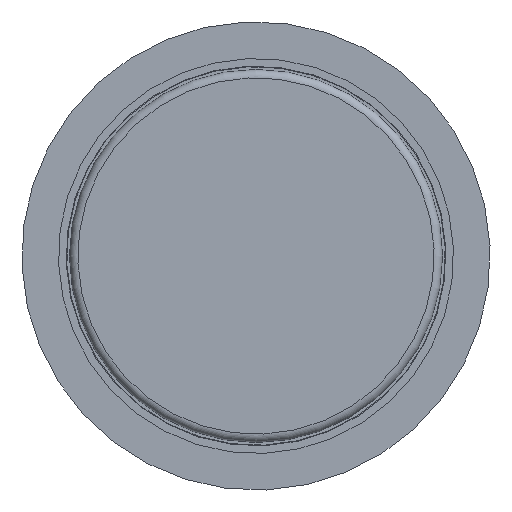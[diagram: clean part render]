
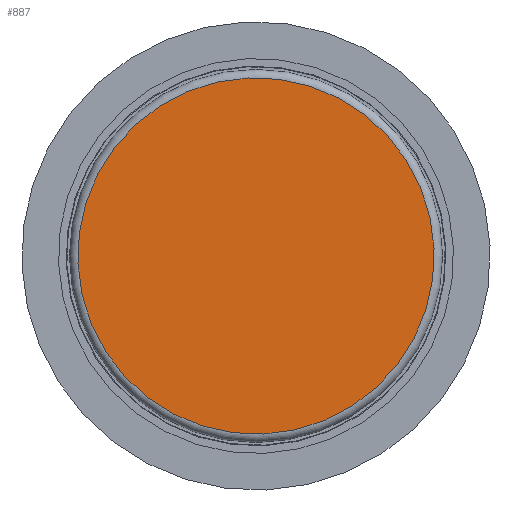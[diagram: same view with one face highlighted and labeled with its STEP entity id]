
A CAD part, front view. The second image highlights one B-rep face of the part: STEP entity #887.
In plain terms, the highlighted planar face has unit normal (0, -1, 0).
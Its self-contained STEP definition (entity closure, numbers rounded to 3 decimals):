
#138=CIRCLE('',#1051,31.95);
#202=FACE_OUTER_BOUND('',#268,.T.);
#268=EDGE_LOOP('',(#773));
#431=VERTEX_POINT('',#1632);
#547=EDGE_CURVE('',#431,#431,#138,.T.);
#773=ORIENTED_EDGE('',*,*,#547,.T.);
#835=PLANE('',#1050);
#887=ADVANCED_FACE('',(#202),#835,.T.);
#1050=AXIS2_PLACEMENT_3D('',#1631,#1349,#1350);
#1051=AXIS2_PLACEMENT_3D('',#1633,#1351,#1352);
#1349=DIRECTION('center_axis',(0.,-1.,0.));
#1350=DIRECTION('ref_axis',(0.383,0.,-0.924));
#1351=DIRECTION('center_axis',(0.,-1.,0.));
#1352=DIRECTION('ref_axis',(0.924,0.,0.383));
#1631=CARTESIAN_POINT('Origin',(22.84,-2.,9.47));
#1632=CARTESIAN_POINT('',(-29.514,-2.,-12.237));
#1633=CARTESIAN_POINT('Origin',(0.,-2.,
0.));
